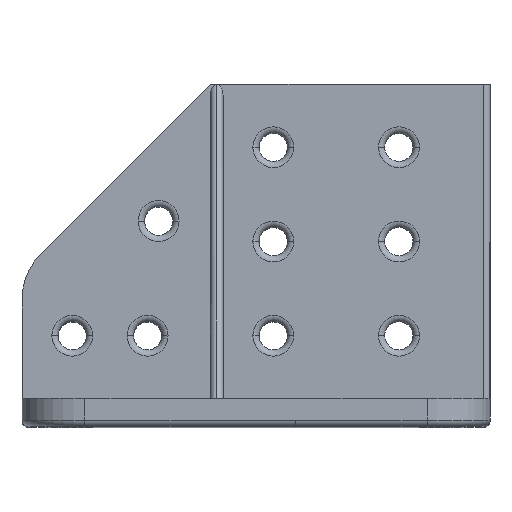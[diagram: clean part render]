
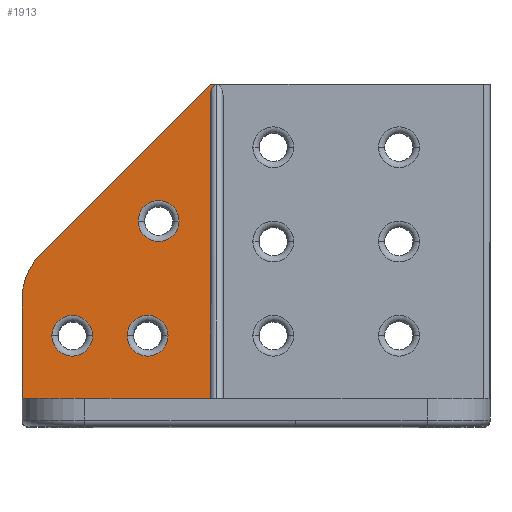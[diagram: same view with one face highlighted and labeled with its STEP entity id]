
A CAD part, top view. The second image highlights one B-rep face of the part: STEP entity #1913.
In plain terms, the highlighted planar face has unit normal (0, 0, 1).
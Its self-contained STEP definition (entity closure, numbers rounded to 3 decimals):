
#13 = LINE ( 'NONE', #2809, #3709 ) ;
#113 = EDGE_CURVE ( 'NONE', #1055, #1195, #4424, .T. ) ;
#124 = EDGE_LOOP ( 'NONE', ( #570, #4557 ) ) ;
#136 = AXIS2_PLACEMENT_3D ( 'NONE', #538, #3079, #183 ) ;
#153 = VERTEX_POINT ( 'NONE', #1456 ) ;
#170 = CIRCLE ( 'NONE', #1025, 3.25 ) ;
#183 = DIRECTION ( 'NONE',  ( -1., 0., 0. ) ) ;
#210 = DIRECTION ( 'NONE',  ( 0.707, 0.707, 0. ) ) ;
#325 = FACE_BOUND ( 'NONE', #2233, .T. ) ;
#364 = CARTESIAN_POINT ( 'NONE',  ( -114.25, 14.5, 4.5 ) ) ;
#366 = EDGE_CURVE ( 'NONE', #2708, #2107, #2773, .T. ) ;
#470 = EDGE_CURVE ( 'NONE', #4388, #792, #627, .T. ) ;
#475 = ORIENTED_EDGE ( 'NONE', *, *, #366, .F. ) ;
#490 = DIRECTION ( 'NONE',  ( -1., 0., 0. ) ) ;
#516 = CARTESIAN_POINT ( 'NONE',  ( -89., 4.5, 4.5 ) ) ;
#520 = DIRECTION ( 'NONE',  ( 0., 0., 1. ) ) ;
#533 = CARTESIAN_POINT ( 'NONE',  ( -99., 14.5, 4.5 ) ) ;
#538 = CARTESIAN_POINT ( 'NONE',  ( -97.25, 32.75, 4.5 ) ) ;
#559 = EDGE_CURVE ( 'NONE', #2388, #3893, #170, .T. ) ;
#570 = ORIENTED_EDGE ( 'NONE', *, *, #1152, .F. ) ;
#571 = DIRECTION ( 'NONE',  ( -1., 0., 0. ) ) ;
#572 = ORIENTED_EDGE ( 'NONE', *, *, #1577, .F. ) ;
#627 = CIRCLE ( 'NONE', #2813, 3.25 ) ;
#647 = AXIS2_PLACEMENT_3D ( 'NONE', #533, #520, #490 ) ;
#673 = DIRECTION ( 'NONE',  ( 0., 0., 1. ) ) ;
#726 = EDGE_LOOP ( 'NONE', ( #4471, #2608, #885, #1863, #834, #890, #1864 ) ) ;
#792 = VERTEX_POINT ( 'NONE', #3861 ) ;
#834 = ORIENTED_EDGE ( 'NONE', *, *, #1083, .F. ) ;
#849 = CIRCLE ( 'NONE', #4000, 3.25 ) ;
#867 = DIRECTION ( 'NONE',  ( -1., 0., 0. ) ) ;
#885 = ORIENTED_EDGE ( 'NONE', *, *, #4600, .F. ) ;
#890 = ORIENTED_EDGE ( 'NONE', *, *, #1480, .F. ) ;
#895 = CARTESIAN_POINT ( 'NONE',  ( -119., 20.358, 4.5 ) ) ;
#898 = CARTESIAN_POINT ( 'NONE',  ( -89., 4.5, 4.5 ) ) ;
#933 = CARTESIAN_POINT ( 'NONE',  ( -116.071, 27.429, 4.5 ) ) ;
#936 = EDGE_LOOP ( 'NONE', ( #572, #475 ) ) ;
#1000 = CARTESIAN_POINT ( 'NONE',  ( -97.25, 32.75, 4.5 ) ) ;
#1025 = AXIS2_PLACEMENT_3D ( 'NONE', #3205, #3223, #3589 ) ;
#1055 = VERTEX_POINT ( 'NONE', #3515 ) ;
#1060 = CARTESIAN_POINT ( 'NONE',  ( -89., 53.785, 4.5 ) ) ;
#1083 = EDGE_CURVE ( 'NONE', #2645, #1055, #13, .T. ) ;
#1095 = DIRECTION ( 'NONE',  ( 0., 0., 1. ) ) ;
#1130 = CARTESIAN_POINT ( 'NONE',  ( -111., 14.5, 4.5 ) ) ;
#1142 = CARTESIAN_POINT ( 'NONE',  ( -119., 4.5, 4.5 ) ) ;
#1146 = CARTESIAN_POINT ( 'NONE',  ( -64.5, 4.5, 4.5 ) ) ;
#1152 = EDGE_CURVE ( 'NONE', #3893, #2388, #3501, .T. ) ;
#1195 = VERTEX_POINT ( 'NONE', #3890 ) ;
#1233 = CARTESIAN_POINT ( 'NONE',  ( -89., 54.5, 4.5 ) ) ;
#1254 = CARTESIAN_POINT ( 'NONE',  ( -94., 32.75, 4.5 ) ) ;
#1288 = AXIS2_PLACEMENT_3D ( 'NONE', #3167, #3154, #3140 ) ;
#1388 = CARTESIAN_POINT ( 'NONE',  ( -100.5, 32.75, 4.5 ) ) ;
#1415 = FACE_BOUND ( 'NONE', #124, .T. ) ;
#1422 = VECTOR ( 'NONE', #210, 1000. ) ;
#1445 = CARTESIAN_POINT ( 'NONE',  ( -89., 52.773, 4.5 ) ) ;
#1453 = EDGE_CURVE ( 'NONE', #792, #4388, #2497, .T. ) ;
#1456 = CARTESIAN_POINT ( 'NONE',  ( -119., 4.5, 4.5 ) ) ;
#1480 = EDGE_CURVE ( 'NONE', #4352, #2645, #4266, .T. ) ;
#1505 = DIRECTION ( 'NONE',  ( 0., 1., 0. ) ) ;
#1538 = EDGE_CURVE ( 'NONE', #2152, #153, #2274, .T. ) ;
#1557 = DIRECTION ( 'NONE',  ( -1., 0., 0. ) ) ;
#1577 = EDGE_CURVE ( 'NONE', #2107, #2708, #849, .T. ) ;
#1645 = EDGE_CURVE ( 'NONE', #3022, #4352, #4421, .T. ) ;
#1750 = AXIS2_PLACEMENT_3D ( 'NONE', #3339, #1095, #2566 ) ;
#1863 = ORIENTED_EDGE ( 'NONE', *, *, #113, .F. ) ;
#1864 = ORIENTED_EDGE ( 'NONE', *, *, #1645, .F. ) ;
#1913 = ADVANCED_FACE ( 'NONE', ( #1415, #325, #3221, #4161 ), #3995, .T. ) ;
#1952 = CARTESIAN_POINT ( 'NONE',  ( -119., 24.5, 4.5 ) ) ;
#1995 = DIRECTION ( 'NONE',  ( 0., -1., 0. ) ) ;
#2107 = VERTEX_POINT ( 'NONE', #1388 ) ;
#2152 = VERTEX_POINT ( 'NONE', #516 ) ;
#2183 = ORIENTED_EDGE ( 'NONE', *, *, #1453, .F. ) ;
#2194 = VECTOR ( 'NONE', #1505, 1000. ) ;
#2233 = EDGE_LOOP ( 'NONE', ( #2183, #2654 ) ) ;
#2274 = LINE ( 'NONE', #1146, #3927 ) ;
#2312 = LINE ( 'NONE', #1142, #2194 ) ;
#2388 = VERTEX_POINT ( 'NONE', #3533 ) ;
#2497 = CIRCLE ( 'NONE', #647, 3.25 ) ;
#2566 = DIRECTION ( 'NONE',  ( -1., 0., 0. ) ) ;
#2608 = ORIENTED_EDGE ( 'NONE', *, *, #1538, .F. ) ;
#2645 = VERTEX_POINT ( 'NONE', #1233 ) ;
#2647 = DIRECTION ( 'NONE',  ( 0., 0., 1. ) ) ;
#2654 = ORIENTED_EDGE ( 'NONE', *, *, #470, .F. ) ;
#2708 = VERTEX_POINT ( 'NONE', #1254 ) ;
#2773 = CIRCLE ( 'NONE', #136, 3.25 ) ;
#2809 = CARTESIAN_POINT ( 'NONE',  ( -89., 54.5, 4.5 ) ) ;
#2813 = AXIS2_PLACEMENT_3D ( 'NONE', #3386, #2647, #1557 ) ;
#2830 = LINE ( 'NONE', #898, #4358 ) ;
#3022 = VERTEX_POINT ( 'NONE', #895 ) ;
#3079 = DIRECTION ( 'NONE',  ( 0., 0., 1. ) ) ;
#3140 = DIRECTION ( 'NONE',  ( -1., 0., 0. ) ) ;
#3154 = DIRECTION ( 'NONE',  ( 0., 0., -1. ) ) ;
#3167 = CARTESIAN_POINT ( 'NONE',  ( -109., 20.358, 4.5 ) ) ;
#3205 = CARTESIAN_POINT ( 'NONE',  ( -111., 14.5, 4.5 ) ) ;
#3221 = FACE_BOUND ( 'NONE', #936, .T. ) ;
#3223 = DIRECTION ( 'NONE',  ( 0., 0., 1. ) ) ;
#3244 = CARTESIAN_POINT ( 'NONE',  ( -88.586, 54.5, 4.5 ) ) ;
#3339 = CARTESIAN_POINT ( 'NONE',  ( -89., 0., 4.5 ) ) ;
#3386 = CARTESIAN_POINT ( 'NONE',  ( -99., 14.5, 4.5 ) ) ;
#3501 = CIRCLE ( 'NONE', #3950, 3.25 ) ;
#3502 = DIRECTION ( 'NONE',  ( 0., 0., 1. ) ) ;
#3515 = CARTESIAN_POINT ( 'NONE',  ( -88., 54.5, 4.5 ) ) ;
#3533 = CARTESIAN_POINT ( 'NONE',  ( -107.75, 14.5, 4.5 ) ) ;
#3583 = CARTESIAN_POINT ( 'NONE',  ( -88., 54.5, 4.5 ) ) ;
#3589 = DIRECTION ( 'NONE',  ( -1., 0., 0. ) ) ;
#3709 = VECTOR ( 'NONE', #3857, 1000. ) ;
#3857 = DIRECTION ( 'NONE',  ( 1., 0., 0. ) ) ;
#3861 = CARTESIAN_POINT ( 'NONE',  ( -102.25, 14.5, 4.5 ) ) ;
#3890 = CARTESIAN_POINT ( 'NONE',  ( -89., 52.773, 4.5 ) ) ;
#3893 = VERTEX_POINT ( 'NONE', #364 ) ;
#3927 = VECTOR ( 'NONE', #867, 1000. ) ;
#3932 = DIRECTION ( 'NONE',  ( -1., 0., 0. ) ) ;
#3950 = AXIS2_PLACEMENT_3D ( 'NONE', #1130, #673, #3932 ) ;
#3995 = PLANE ( 'NONE',  #1750 ) ;
#4000 = AXIS2_PLACEMENT_3D ( 'NONE', #1000, #3502, #571 ) ;
#4161 = FACE_OUTER_BOUND ( 'NONE', #726, .T. ) ;
#4177 = CARTESIAN_POINT ( 'NONE',  ( -95.75, 14.5, 4.5 ) ) ;
#4266 = LINE ( 'NONE', #1952, #1422 ) ;
#4352 = VERTEX_POINT ( 'NONE', #933 ) ;
#4358 = VECTOR ( 'NONE', #1995, 1000. ) ;
#4388 = VERTEX_POINT ( 'NONE', #4177 ) ;
#4421 = CIRCLE ( 'NONE', #1288, 10. ) ;
#4424 =( BOUNDED_CURVE ( )  B_SPLINE_CURVE ( 3, ( #3583, #3244, #1060, #1445 ),
 .UNSPECIFIED., .F., .T. ) 
 B_SPLINE_CURVE_WITH_KNOTS ( ( 4, 4 ),
 ( 0., 1.571 ),
 .UNSPECIFIED. ) 
 CURVE ( )  GEOMETRIC_REPRESENTATION_ITEM ( )  RATIONAL_B_SPLINE_CURVE ( ( 1., 0.805, 0.805, 1. ) ) 
 REPRESENTATION_ITEM ( '' )  );
#4459 = EDGE_CURVE ( 'NONE', #153, #3022, #2312, .T. ) ;
#4471 = ORIENTED_EDGE ( 'NONE', *, *, #4459, .F. ) ;
#4557 = ORIENTED_EDGE ( 'NONE', *, *, #559, .F. ) ;
#4600 = EDGE_CURVE ( 'NONE', #1195, #2152, #2830, .T. ) ;
